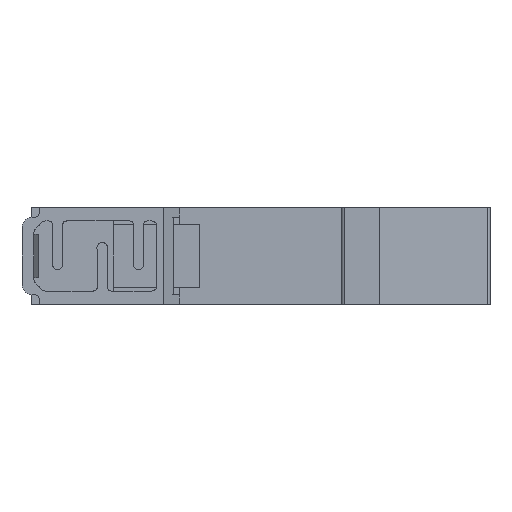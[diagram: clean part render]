
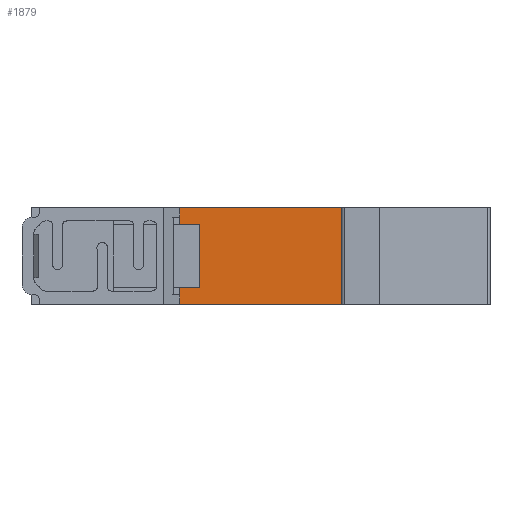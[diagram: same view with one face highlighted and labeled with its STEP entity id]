
A CAD part, front view. The second image highlights one B-rep face of the part: STEP entity #1879.
In plain terms, the highlighted planar face has unit normal (0, -1, 0).
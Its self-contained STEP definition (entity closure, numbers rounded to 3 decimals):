
#139=CARTESIAN_POINT('',(57.411,-68.3,0.0));
#140=VERTEX_POINT('',#139);
#147=CARTESIAN_POINT('',(15.611,-68.3,0.0));
#148=VERTEX_POINT('',#147);
#149=CARTESIAN_POINT('',(57.411,-68.3,0.0));
#150=DIRECTION('',(-1.0,0.0,0.0));
#151=VECTOR('',#150,41.8);
#152=LINE('',#149,#151);
#153=EDGE_CURVE('',#140,#148,#152,.T.);
#654=CARTESIAN_POINT('',(15.611,-68.3,18.0));
#655=VERTEX_POINT('',#654);
#662=CARTESIAN_POINT('',(57.411,-68.3,18.0));
#663=VERTEX_POINT('',#662);
#664=CARTESIAN_POINT('',(15.611,-68.3,18.0));
#665=DIRECTION('',(1.0,0.0,0.0));
#666=VECTOR('',#665,41.8);
#667=LINE('',#664,#666);
#668=EDGE_CURVE('',#655,#663,#667,.T.);
#1375=CARTESIAN_POINT('',(28.311,-68.3,14.9));
#1376=VERTEX_POINT('',#1375);
#1383=CARTESIAN_POINT('',(23.611,-68.3,14.9));
#1384=VERTEX_POINT('',#1383);
#1385=CARTESIAN_POINT('',(23.611,-68.3,14.9));
#1386=DIRECTION('',(1.0,0.0,0.0));
#1387=VECTOR('',#1386,4.7);
#1388=LINE('',#1385,#1387);
#1389=EDGE_CURVE('',#1384,#1376,#1388,.T.);
#1520=CARTESIAN_POINT('',(28.311,-68.3,3.1));
#1521=VERTEX_POINT('',#1520);
#1522=CARTESIAN_POINT('',(28.311,-68.3,14.9));
#1523=DIRECTION('',(0.0,0.0,-1.0));
#1524=VECTOR('',#1523,11.8);
#1525=LINE('',#1522,#1524);
#1526=EDGE_CURVE('',#1376,#1521,#1525,.T.);
#1659=CARTESIAN_POINT('',(23.611,-68.3,3.1));
#1660=VERTEX_POINT('',#1659);
#1667=CARTESIAN_POINT('',(28.311,-68.3,3.1));
#1668=DIRECTION('',(-1.0,0.0,0.0));
#1669=VECTOR('',#1668,4.7);
#1670=LINE('',#1667,#1669);
#1671=EDGE_CURVE('',#1521,#1660,#1670,.T.);
#1817=CARTESIAN_POINT('',(24.611,-68.3,0.0));
#1818=DIRECTION('',(0.0,-1.0,0.0));
#1819=DIRECTION('',(0.0,0.0,-1.0));
#1820=AXIS2_PLACEMENT_3D('',#1817,#1818,#1819);
#1821=PLANE('',#1820);
#1822=ORIENTED_EDGE('',*,*,#1389,.T.);
#1823=ORIENTED_EDGE('',*,*,#1526,.T.);
#1824=ORIENTED_EDGE('',*,*,#1671,.T.);
#1825=CARTESIAN_POINT('',(23.611,-68.3,1.8));
#1826=VERTEX_POINT('',#1825);
#1827=CARTESIAN_POINT('',(23.611,-68.3,1.8));
#1828=DIRECTION('',(0.0,0.0,1.0));
#1829=VECTOR('',#1828,1.3);
#1830=LINE('',#1827,#1829);
#1831=EDGE_CURVE('',#1826,#1660,#1830,.T.);
#1832=ORIENTED_EDGE('',*,*,#1831,.F.);
#1833=CARTESIAN_POINT('',(15.611,-68.3,1.8));
#1834=VERTEX_POINT('',#1833);
#1835=CARTESIAN_POINT('',(23.611,-68.3,1.8));
#1836=DIRECTION('',(-1.0,0.0,0.0));
#1837=VECTOR('',#1836,8.0);
#1838=LINE('',#1835,#1837);
#1839=EDGE_CURVE('',#1826,#1834,#1838,.T.);
#1840=ORIENTED_EDGE('',*,*,#1839,.T.);
#1841=CARTESIAN_POINT('',(15.611,-68.3,0.0));
#1842=DIRECTION('',(0.0,0.0,1.0));
#1843=VECTOR('',#1842,1.8);
#1844=LINE('',#1841,#1843);
#1845=EDGE_CURVE('',#148,#1834,#1844,.T.);
#1846=ORIENTED_EDGE('',*,*,#1845,.F.);
#1847=ORIENTED_EDGE('',*,*,#153,.F.);
#1848=CARTESIAN_POINT('',(57.411,-68.3,0.0));
#1849=DIRECTION('',(0.0,0.0,1.0));
#1850=VECTOR('',#1849,18.0);
#1851=LINE('',#1848,#1850);
#1852=EDGE_CURVE('',#140,#663,#1851,.T.);
#1853=ORIENTED_EDGE('',*,*,#1852,.T.);
#1854=ORIENTED_EDGE('',*,*,#668,.F.);
#1855=CARTESIAN_POINT('',(15.611,-68.3,16.2));
#1856=VERTEX_POINT('',#1855);
#1857=CARTESIAN_POINT('',(15.611,-68.3,18.0));
#1858=DIRECTION('',(0.0,0.0,-1.0));
#1859=VECTOR('',#1858,1.8);
#1860=LINE('',#1857,#1859);
#1861=EDGE_CURVE('',#655,#1856,#1860,.T.);
#1862=ORIENTED_EDGE('',*,*,#1861,.T.);
#1863=CARTESIAN_POINT('',(23.611,-68.3,16.2));
#1864=VERTEX_POINT('',#1863);
#1865=CARTESIAN_POINT('',(23.611,-68.3,16.2));
#1866=DIRECTION('',(-1.0,0.0,0.0));
#1867=VECTOR('',#1866,8.0);
#1868=LINE('',#1865,#1867);
#1869=EDGE_CURVE('',#1864,#1856,#1868,.T.);
#1870=ORIENTED_EDGE('',*,*,#1869,.F.);
#1871=CARTESIAN_POINT('',(23.611,-68.3,14.9));
#1872=DIRECTION('',(0.0,0.0,1.0));
#1873=VECTOR('',#1872,1.3);
#1874=LINE('',#1871,#1873);
#1875=EDGE_CURVE('',#1384,#1864,#1874,.T.);
#1876=ORIENTED_EDGE('',*,*,#1875,.F.);
#1877=EDGE_LOOP('',(#1822,#1823,#1824,#1832,#1840,#1846,#1847,#1853,#1854,#1862,#1870,#1876));
#1878=FACE_OUTER_BOUND('',#1877,.T.);
#1879=ADVANCED_FACE('',(#1878),#1821,.T.);
